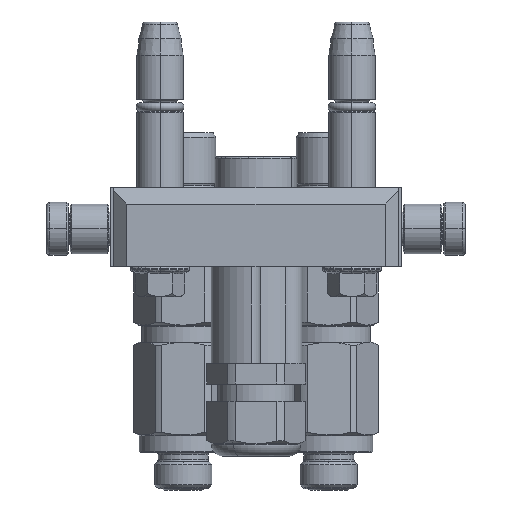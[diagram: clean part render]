
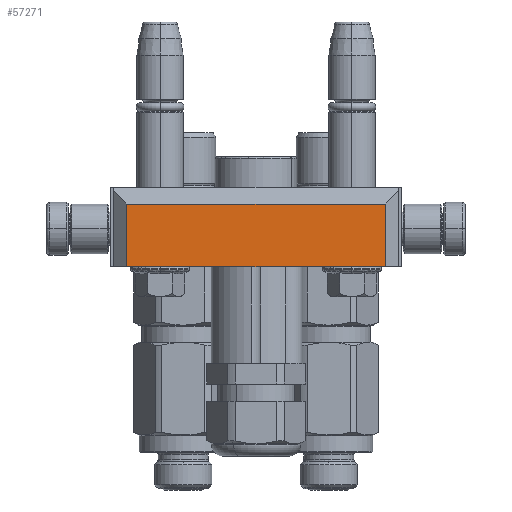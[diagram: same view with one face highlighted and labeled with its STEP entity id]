
A CAD part, left-side view. The second image highlights one B-rep face of the part: STEP entity #57271.
In plain terms, the highlighted face is planar.
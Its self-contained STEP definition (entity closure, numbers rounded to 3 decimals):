
#1023 = CARTESIAN_POINT ( 'NONE',  ( 39., 42.75, 24. ) ) ;
#3000 = ORIENTED_EDGE ( 'NONE', *, *, #58880, .T. ) ;
#3355 = CARTESIAN_POINT ( 'NONE',  ( -39., 42.75, 5. ) ) ;
#3738 = EDGE_LOOP ( 'NONE', ( #41160, #3000, #26714, #36913 ) ) ;
#3996 = LINE ( 'NONE', #25340, #51301 ) ;
#5421 = PLANE ( 'NONE',  #11699 ) ;
#6006 = CARTESIAN_POINT ( 'NONE',  ( -39., 42.75, 5. ) ) ;
#6376 = VECTOR ( 'NONE', #57680, 1000. ) ;
#8414 = EDGE_CURVE ( 'NONE', #34418, #51622, #21487, .T. ) ;
#10020 = CARTESIAN_POINT ( 'NONE',  ( 44., 42.75, 0. ) ) ;
#11551 = DIRECTION ( 'NONE',  ( -1., 0., 0. ) ) ;
#11699 = AXIS2_PLACEMENT_3D ( 'NONE', #10020, #37835, #24244 ) ;
#15539 = CARTESIAN_POINT ( 'NONE',  ( 39., 42.75, 24. ) ) ;
#21169 = VERTEX_POINT ( 'NONE', #45541 ) ;
#21487 = LINE ( 'NONE', #15539, #47318 ) ;
#24244 = DIRECTION ( 'NONE',  ( -1., 0., 0. ) ) ;
#25340 = CARTESIAN_POINT ( 'NONE',  ( 39., 42.75, 24. ) ) ;
#26088 = EDGE_CURVE ( 'NONE', #30468, #21169, #39498, .T. ) ;
#26714 = ORIENTED_EDGE ( 'NONE', *, *, #26088, .F. ) ;
#30468 = VERTEX_POINT ( 'NONE', #3355 ) ;
#32124 = FACE_OUTER_BOUND ( 'NONE', #3738, .T. ) ;
#34418 = VERTEX_POINT ( 'NONE', #1023 ) ;
#36913 = ORIENTED_EDGE ( 'NONE', *, *, #57475, .F. ) ;
#37835 = DIRECTION ( 'NONE',  ( 0., 1., 0. ) ) ;
#39498 = LINE ( 'NONE', #6006, #48831 ) ;
#41160 = ORIENTED_EDGE ( 'NONE', *, *, #8414, .F. ) ;
#44742 = CARTESIAN_POINT ( 'NONE',  ( -39., 42.75, 24. ) ) ;
#45541 = CARTESIAN_POINT ( 'NONE',  ( 39., 42.75, 5. ) ) ;
#47318 = VECTOR ( 'NONE', #11551, 1000. ) ;
#48019 = DIRECTION ( 'NONE',  ( 0., 0., -1. ) ) ;
#48831 = VECTOR ( 'NONE', #51892, 1000. ) ;
#51301 = VECTOR ( 'NONE', #48019, 1000. ) ;
#51622 = VERTEX_POINT ( 'NONE', #44742 ) ;
#51892 = DIRECTION ( 'NONE',  ( 1., 0., 0. ) ) ;
#53092 = CARTESIAN_POINT ( 'NONE',  ( -39., 42.75, 24. ) ) ;
#56577 = LINE ( 'NONE', #53092, #6376 ) ;
#57271 = ADVANCED_FACE ( 'NONE', ( #32124 ), #5421, .T. ) ;
#57475 = EDGE_CURVE ( 'NONE', #51622, #30468, #56577, .T. ) ;
#57680 = DIRECTION ( 'NONE',  ( 0., 0., -1. ) ) ;
#58880 = EDGE_CURVE ( 'NONE', #34418, #21169, #3996, .T. ) ;
